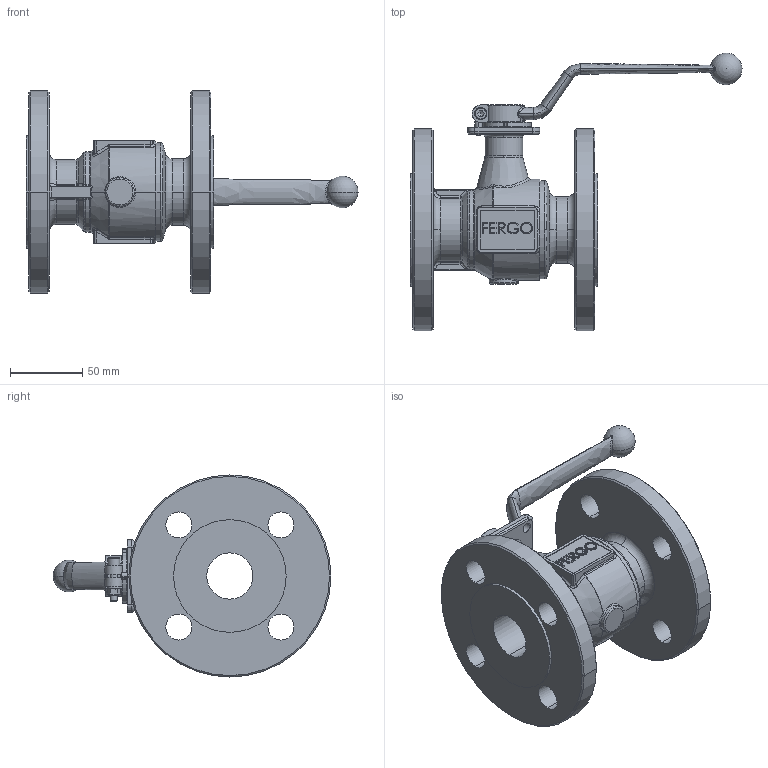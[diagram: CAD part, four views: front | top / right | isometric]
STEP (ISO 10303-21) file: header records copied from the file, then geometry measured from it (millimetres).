
FILE_DESCRIPTION (( 'STEP AP214' ), '1' );
FILE_NAME ('KH121-kugelhahn-DN32-PN16-Handhebel-Fergo.STEP', '2022-10-26T11:06:11', ( '' ), ( '' ), 'SwSTEP 2.0', 'SolidWorks 2022', '' );
FILE_SCHEMA (( 'AUTOMOTIVE_DESIGN' ));
Length unit declared in the file: millimetre
Products named in the file (1): KH121-kugelhahn-DN32-PN16-Handhebel-Fergo
Bounding box: 230 x 192.47 x 140 mm (x, y, z)
Volume: 658221.4 mm3; surface area: 130147.6 mm2
Topology: 1 solids, 1 shells, 849 faces, 2274 edges, 1447 vertices
Faces by surface type: bspline 285, plane 233, cylinder 195, torus 83, cone 37, sphere 16
Entity records: 44416 total; most frequent: CARTESIAN_POINT 25447, ORIENTED_EDGE 4516, DIRECTION 3046, EDGE_CURVE 2258, VERTEX_POINT 1444, AXIS2_PLACEMENT_3D 1123, EDGE_LOOP 940, ADVANCED_FACE 849
